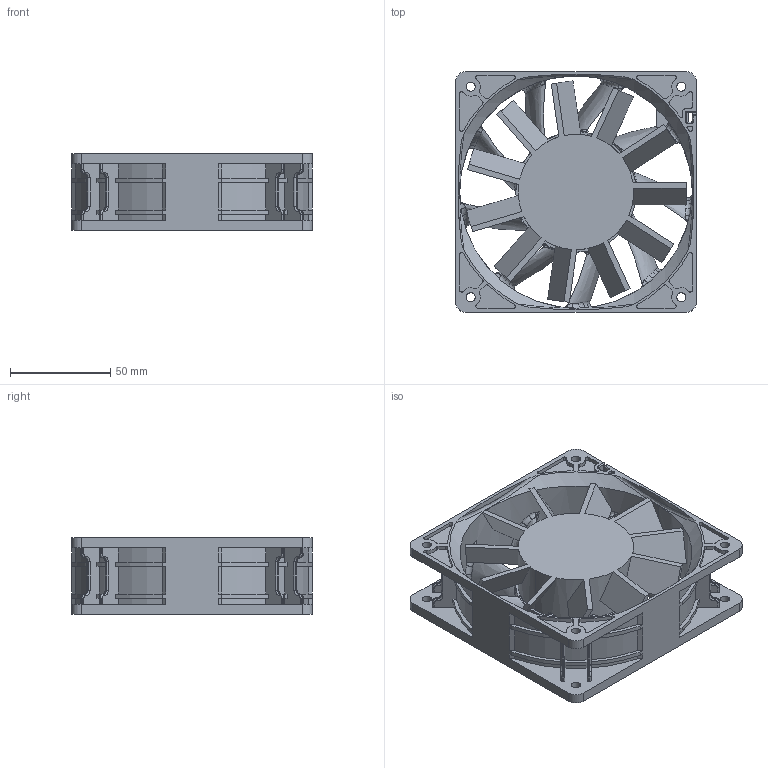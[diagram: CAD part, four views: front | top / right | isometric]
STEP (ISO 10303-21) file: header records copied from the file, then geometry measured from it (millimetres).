
FILE_DESCRIPTION((''),'2;1');
FILE_NAME('41024410003','2009-02-05T',('KEVIN.LIN'),(''),'PRO/ENGINEER BY PARAMETRIC TECHNOLOGY CORPORATION, 2004150','PRO/ENGINEER BY PARAMETRIC TECHNOLOGY CORPORATION, 2004150','');
FILE_SCHEMA(('CONFIG_CONTROL_DESIGN'));
Products named in the file (1): 41024410003
Bounding box: 120 x 120 x 38 mm (x, y, z)
Volume: 177481.8 mm3; surface area: 83862.6 mm2
Topology: 1 solids, 1 shells, 1127 faces, 3178 edges, 2059 vertices
Faces by surface type: cylinder 405, bspline 345, plane 292, torus 81, cone 2, extrusion 1, sphere 1
Entity records: 85452 total; most frequent: CARTESIAN_POINT 58732, ORIENTED_EDGE 6354, DIRECTION 4508, EDGE_CURVE 3177, VERTEX_POINT 2059, AXIS2_PLACEMENT_3D 1708, EDGE_LOOP 1172, B_SPLINE_CURVE_WITH_KNOTS 1160
